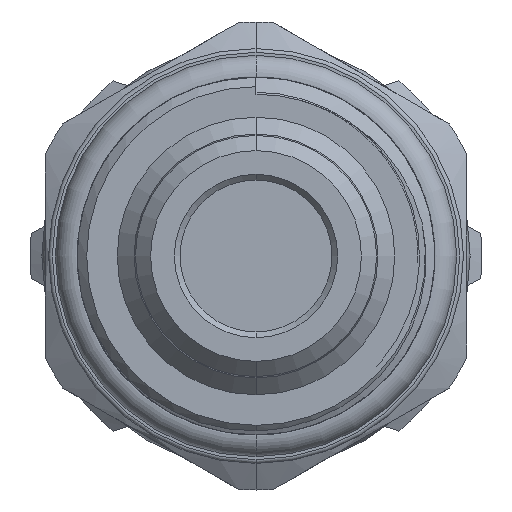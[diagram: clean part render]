
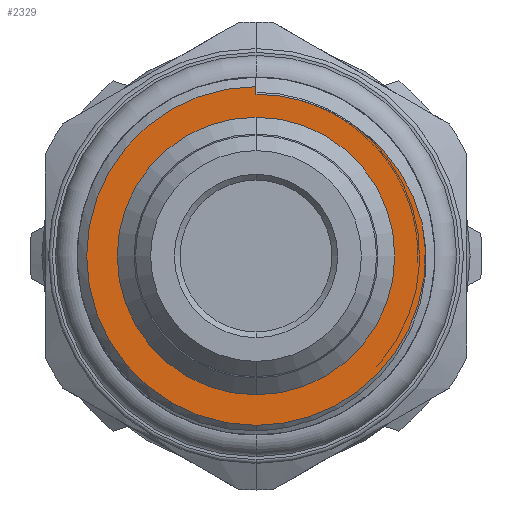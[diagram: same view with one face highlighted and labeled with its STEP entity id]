
A CAD part, left-side view. The second image highlights one B-rep face of the part: STEP entity #2329.
In plain terms, the highlighted planar face has unit normal (-1, 0, 0).
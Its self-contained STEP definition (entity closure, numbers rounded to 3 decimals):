
#50 = AXIS2_PLACEMENT_3D ( 'NONE', #4246, #3012, #562 ) ;
#120 = ORIENTED_EDGE ( 'NONE', *, *, #4929, .T. ) ;
#124 = CARTESIAN_POINT ( 'NONE',  ( 0., -8.748, 1.742 ) ) ;
#143 = VERTEX_POINT ( 'NONE', #7084 ) ;
#220 = CARTESIAN_POINT ( 'NONE',  ( 0., -2.394, 8.205 ) ) ;
#468 = DIRECTION ( 'NONE',  ( -1., 0., 0. ) ) ;
#479 = EDGE_CURVE ( 'NONE', #7282, #7898, #763, .T. ) ;
#562 = DIRECTION ( 'NONE',  ( 0., 0., -1. ) ) ;
#643 = CARTESIAN_POINT ( 'NONE',  ( 0., -5.414, 6.711 ) ) ;
#667 = ORIENTED_EDGE ( 'NONE', *, *, #686, .F. ) ;
#685 = CARTESIAN_POINT ( 'NONE',  ( 0., 0., 0. ) ) ;
#686 = EDGE_CURVE ( 'NONE', #7898, #7282, #1820, .T. ) ;
#763 = CIRCLE ( 'NONE', #4766, 7.31 ) ;
#1100 = CARTESIAN_POINT ( 'NONE',  ( 0., -7.792, 4.089 ) ) ;
#1266 = CARTESIAN_POINT ( 'NONE',  ( 0., -7.242, 4.938 ) ) ;
#1356 = VECTOR ( 'NONE', #2690, 1000. ) ;
#1567 = VERTEX_POINT ( 'NONE', #124 ) ;
#1606 = CARTESIAN_POINT ( 'NONE',  ( 0., -5.414, 6.711 ) ) ;
#1820 = CIRCLE ( 'NONE', #6761, 7.31 ) ;
#1853 = CARTESIAN_POINT ( 'NONE',  ( 0., -7.661, 4.306 ) ) ;
#2035 = VERTEX_POINT ( 'NONE', #1606 ) ;
#2058 = CARTESIAN_POINT ( 'NONE',  ( 0., -5.021, 6.995 ) ) ;
#2137 = CARTESIAN_POINT ( 'NONE',  ( 0., -5.414, 6.711 ) ) ;
#2329 = ADVANCED_FACE ( 'NONE', ( #7856, #7047 ), #4733, .F. ) ;
#2335 = CIRCLE ( 'NONE', #7754, 8.92 ) ;
#2363 = DIRECTION ( 'NONE',  ( 0., 0., -1. ) ) ;
#2664 = DIRECTION ( 'NONE',  ( 0., 0., -1. ) ) ;
#2690 = DIRECTION ( 'NONE',  ( 0., 0., 1. ) ) ;
#2734 = CARTESIAN_POINT ( 'NONE',  ( 0., -0.966, 8.482 ) ) ;
#2764 = CARTESIAN_POINT ( 'NONE',  ( 0., -1.922, 8.324 ) ) ;
#2790 = CARTESIAN_POINT ( 'NONE',  ( 0., -3.756, 7.703 ) ) ;
#3012 = DIRECTION ( 'NONE',  ( 1., 0., 0. ) ) ;
#3244 = DIRECTION ( 'NONE',  ( -1., 0., 0. ) ) ;
#3271 = CARTESIAN_POINT ( 'NONE',  ( 0., 0., 0. ) ) ;
#3672 = CARTESIAN_POINT ( 'NONE',  ( 0., -6.926, 5.333 ) ) ;
#3698 = CARTESIAN_POINT ( 'NONE',  ( 0., -5.83, 6.41 ) ) ;
#3733 = EDGE_CURVE ( 'NONE', #1567, #2035, #5730, .T. ) ;
#3852 = EDGE_LOOP ( 'NONE', ( #120, #5523, #7884, #3863, #5198 ) ) ;
#3863 = ORIENTED_EDGE ( 'NONE', *, *, #4695, .T. ) ;
#3936 = CARTESIAN_POINT ( 'NONE',  ( 0., 0., 0. ) ) ;
#3967 = DIRECTION ( 'NONE',  ( 0., 0., -1. ) ) ;
#4246 = CARTESIAN_POINT ( 'NONE',  ( 0., -4.242, 0. ) ) ;
#4360 = CARTESIAN_POINT ( 'NONE',  ( 0., -8.036, 3.644 ) ) ;
#4424 = B_SPLINE_CURVE_WITH_KNOTS ( 'NONE', 3,
 ( #2137, #2058, #5253, #2790, #7039, #220, #2764, #2734, #4542, #5795 ),
 .UNSPECIFIED., .F., .F.,
 ( 4, 2, 2, 2, 4 ),
 ( 0., 0.001, 0.003, 0.004, 0.006 ),
 .UNSPECIFIED. ) ;
#4542 = CARTESIAN_POINT ( 'NONE',  ( 0., -0.485, 8.522 ) ) ;
#4607 = EDGE_CURVE ( 'NONE', #143, #7322, #2335, .T. ) ;
#4695 = EDGE_CURVE ( 'NONE', #7322, #1567, #6591, .T. ) ;
#4733 = PLANE ( 'NONE',  #50 ) ;
#4766 = AXIS2_PLACEMENT_3D ( 'NONE', #685, #5001, #6124 ) ;
#4786 = CARTESIAN_POINT ( 'NONE',  ( 0., -8.46, 2.712 ) ) ;
#4929 = EDGE_CURVE ( 'NONE', #2035, #5975, #4424, .T. ) ;
#5001 = DIRECTION ( 'NONE',  ( -1., 0., 0. ) ) ;
#5026 = DIRECTION ( 'NONE',  ( -1., 0., 0. ) ) ;
#5198 = ORIENTED_EDGE ( 'NONE', *, *, #3733, .T. ) ;
#5253 = CARTESIAN_POINT ( 'NONE',  ( 0., -4.611, 7.253 ) ) ;
#5427 = CARTESIAN_POINT ( 'NONE',  ( 0., -6.217, 6.072 ) ) ;
#5523 = ORIENTED_EDGE ( 'NONE', *, *, #6125, .T. ) ;
#5555 = CARTESIAN_POINT ( 'NONE',  ( 0., -8.15, 3.414 ) ) ;
#5730 = B_SPLINE_CURVE_WITH_KNOTS ( 'NONE', 3,
 ( #7266, #6237, #4786, #5555, #4360, #1100, #1853, #1266, #3672, #5427, #3698, #643 ),
 .UNSPECIFIED., .F., .F.,
 ( 4, 2, 2, 2, 2, 4 ),
 ( 0.013, 0.015, 0.016, 0.016, 0.018, 0.019 ),
 .UNSPECIFIED. ) ;
#5795 = CARTESIAN_POINT ( 'NONE',  ( 0., 0., 8.522 ) ) ;
#5859 = ORIENTED_EDGE ( 'NONE', *, *, #479, .F. ) ;
#5975 = VERTEX_POINT ( 'NONE', #6485 ) ;
#6124 = DIRECTION ( 'NONE',  ( 0., 0., -1. ) ) ;
#6125 = EDGE_CURVE ( 'NONE', #5975, #143, #7347, .T. ) ;
#6237 = CARTESIAN_POINT ( 'NONE',  ( 0., -8.625, 2.233 ) ) ;
#6485 = CARTESIAN_POINT ( 'NONE',  ( 0., 0., 8.522 ) ) ;
#6591 = CIRCLE ( 'NONE', #7471, 8.92 ) ;
#6605 = CARTESIAN_POINT ( 'NONE',  ( 0., 0., -7.31 ) ) ;
#6740 = CARTESIAN_POINT ( 'NONE',  ( 0., 0., 0. ) ) ;
#6761 = AXIS2_PLACEMENT_3D ( 'NONE', #3271, #5026, #2664 ) ;
#6837 = CARTESIAN_POINT ( 'NONE',  ( 0., 0., 7.31 ) ) ;
#6921 = EDGE_LOOP ( 'NONE', ( #5859, #667 ) ) ;
#6993 = CARTESIAN_POINT ( 'NONE',  ( 0., 0., 0. ) ) ;
#7039 = CARTESIAN_POINT ( 'NONE',  ( 0., -3.309, 7.896 ) ) ;
#7047 = FACE_OUTER_BOUND ( 'NONE', #3852, .T. ) ;
#7084 = CARTESIAN_POINT ( 'NONE',  ( 0., 0., 8.92 ) ) ;
#7266 = CARTESIAN_POINT ( 'NONE',  ( 0., -8.748, 1.742 ) ) ;
#7282 = VERTEX_POINT ( 'NONE', #6605 ) ;
#7322 = VERTEX_POINT ( 'NONE', #7964 ) ;
#7347 = LINE ( 'NONE', #6993, #1356 ) ;
#7471 = AXIS2_PLACEMENT_3D ( 'NONE', #6740, #468, #2363 ) ;
#7754 = AXIS2_PLACEMENT_3D ( 'NONE', #3936, #3244, #3967 ) ;
#7856 = FACE_BOUND ( 'NONE', #6921, .T. ) ;
#7884 = ORIENTED_EDGE ( 'NONE', *, *, #4607, .T. ) ;
#7898 = VERTEX_POINT ( 'NONE', #6837 ) ;
#7964 = CARTESIAN_POINT ( 'NONE',  ( 0., 0., -8.92 ) ) ;
